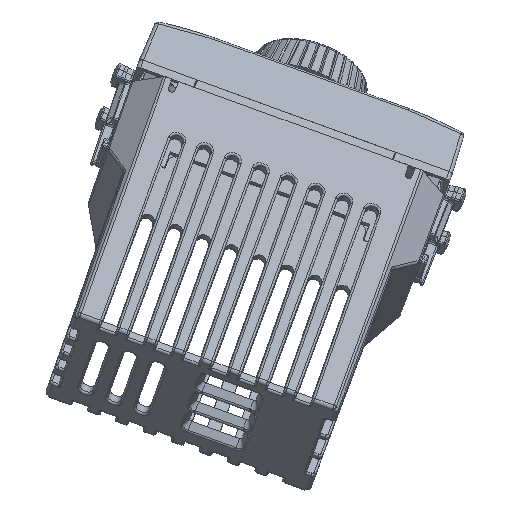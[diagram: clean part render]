
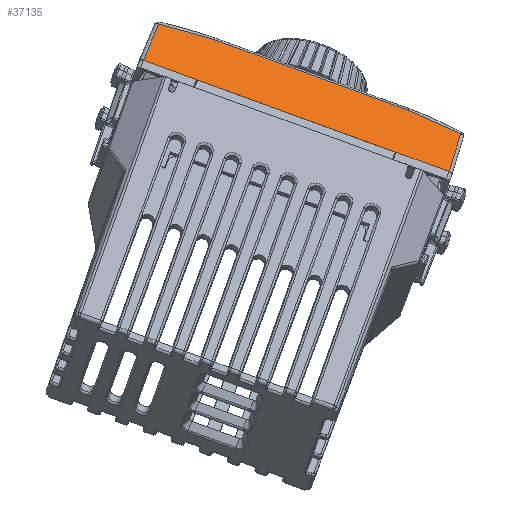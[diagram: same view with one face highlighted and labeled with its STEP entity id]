
A CAD part, left-side view. The second image highlights one B-rep face of the part: STEP entity #37135.
In plain terms, the highlighted face is planar.
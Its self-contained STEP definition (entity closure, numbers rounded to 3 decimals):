
#34806=CARTESIAN_POINT('Vertex',(21.669,-11.119,7.708)) ;
#34809=CARTESIAN_POINT('Line Origine',(21.78,-11.141,5.16)) ;
#34813=CARTESIAN_POINT('Vertex',(21.95,-11.175,1.275)) ;
#37072=CARTESIAN_POINT('Axis2P3D Location',(0.,-11.175,1.275)) ;
#37077=CARTESIAN_POINT('Line Origine',(0.,-11.175,1.275)) ;
#37081=CARTESIAN_POINT('Vertex',(-14.303,-11.175,1.275)) ;
#37083=CARTESIAN_POINT('Vertex',(-21.95,-11.175,1.275)) ;
#37086=CARTESIAN_POINT('Line Origine',(0.,-11.175,1.275)) ;
#37090=CARTESIAN_POINT('Vertex',(14.303,-11.175,1.275)) ;
#37093=CARTESIAN_POINT('Line Origine',(0.,-11.175,1.275)) ;
#37099=CARTESIAN_POINT('Control Point',(21.669,-11.119,7.708)) ;
#37100=CARTESIAN_POINT('Control Point',(19.128,-11.115,8.155)) ;
#37101=CARTESIAN_POINT('Control Point',(16.549,-11.113,8.379)) ;
#37102=CARTESIAN_POINT('Control Point',(13.969,-11.113,8.379)) ;
#37103=CARTESIAN_POINT('Vertex',(13.969,-11.113,8.379)) ;
#37106=CARTESIAN_POINT('Line Origine',(0.,-11.113,8.379)) ;
#37110=CARTESIAN_POINT('Vertex',(-13.969,-11.113,8.379)) ;
#37114=CARTESIAN_POINT('Control Point',(-13.969,-11.113,8.379)) ;
#37115=CARTESIAN_POINT('Control Point',(-16.549,-11.113,8.379)) ;
#37116=CARTESIAN_POINT('Control Point',(-19.128,-11.115,8.155)) ;
#37117=CARTESIAN_POINT('Control Point',(-21.669,-11.119,7.708)) ;
#37118=CARTESIAN_POINT('Vertex',(-21.669,-11.119,7.708)) ;
#37122=CARTESIAN_POINT('Control Point',(-21.95,-11.175,1.275)) ;
#37123=CARTESIAN_POINT('Control Point',(-21.669,-11.119,7.708)) ;
#34810=DIRECTION('Vector Direction',(0.044,-0.009,-0.999)) ;
#37073=DIRECTION('Axis2P3D Direction',(0.,-1.,0.009)) ;
#37074=DIRECTION('Axis2P3D XDirection',(-1.,0.,0.)) ;
#37078=DIRECTION('Vector Direction',(-1.,0.,0.)) ;
#37087=DIRECTION('Vector Direction',(-1.,0.,0.)) ;
#37094=DIRECTION('Vector Direction',(-1.,0.,0.)) ;
#37107=DIRECTION('Vector Direction',(-1.,0.,0.)) ;
#37075=AXIS2_PLACEMENT_3D('Plane Axis2P3D',#37072,#37073,#37074) ;
#37126=ORIENTED_EDGE('',*,*,#37085,.F.) ;
#37127=ORIENTED_EDGE('',*,*,#37092,.F.) ;
#37128=ORIENTED_EDGE('',*,*,#37097,.F.) ;
#37129=ORIENTED_EDGE('',*,*,#34815,.F.) ;
#37130=ORIENTED_EDGE('',*,*,#37105,.F.) ;
#37131=ORIENTED_EDGE('',*,*,#37112,.F.) ;
#37132=ORIENTED_EDGE('',*,*,#37120,.F.) ;
#37133=ORIENTED_EDGE('',*,*,#37124,.F.) ;
#34811=VECTOR('Line Direction',#34810,1.) ;
#37079=VECTOR('Line Direction',#37078,1.) ;
#37088=VECTOR('Line Direction',#37087,1.) ;
#37095=VECTOR('Line Direction',#37094,1.) ;
#37108=VECTOR('Line Direction',#37107,1.) ;
#37135=ADVANCED_FACE('PartBody',(#37134),#37076,.T.) ;
#37098=B_SPLINE_CURVE_WITH_KNOTS('',3,(#37099,#37100,#37101,#37102),.UNSPECIFIED.,.F.,.U.,(4,4),(14.094,25.099),.UNSPECIFIED.) ;
#37113=B_SPLINE_CURVE_WITH_KNOTS('',3,(#37114,#37115,#37116,#37117),.UNSPECIFIED.,.F.,.U.,(4,4),(40.15,51.156),.UNSPECIFIED.) ;
#37121=B_SPLINE_CURVE_WITH_KNOTS('',1,(#37122,#37123),.UNSPECIFIED.,.F.,.U.,(2,2),(-3.889,2.551),.UNSPECIFIED.) ;
#34815=EDGE_CURVE('',#34807,#34814,#34812,.T.) ;
#37085=EDGE_CURVE('',#37082,#37084,#37080,.T.) ;
#37092=EDGE_CURVE('',#37091,#37082,#37089,.T.) ;
#37097=EDGE_CURVE('',#34814,#37091,#37096,.T.) ;
#37105=EDGE_CURVE('',#37104,#34807,#37098,.F.) ;
#37112=EDGE_CURVE('',#37111,#37104,#37109,.F.) ;
#37120=EDGE_CURVE('',#37119,#37111,#37113,.F.) ;
#37124=EDGE_CURVE('',#37084,#37119,#37121,.T.) ;
#37125=EDGE_LOOP('',(#37126,#37127,#37128,#37129,#37130,#37131,#37132,#37133)) ;
#37134=FACE_OUTER_BOUND('',#37125,.T.) ;
#34812=LINE('Line',#34809,#34811) ;
#37080=LINE('Line',#37077,#37079) ;
#37089=LINE('Line',#37086,#37088) ;
#37096=LINE('Line',#37093,#37095) ;
#37109=LINE('Line',#37106,#37108) ;
#37076=PLANE('',#37075) ;
#34807=VERTEX_POINT('',#34806) ;
#34814=VERTEX_POINT('',#34813) ;
#37082=VERTEX_POINT('',#37081) ;
#37084=VERTEX_POINT('',#37083) ;
#37091=VERTEX_POINT('',#37090) ;
#37104=VERTEX_POINT('',#37103) ;
#37111=VERTEX_POINT('',#37110) ;
#37119=VERTEX_POINT('',#37118) ;
